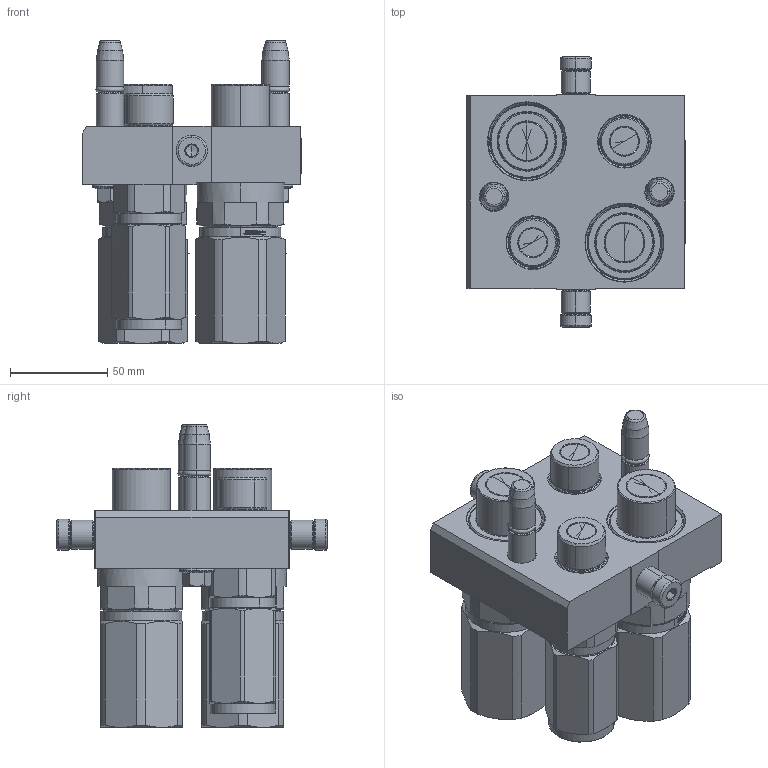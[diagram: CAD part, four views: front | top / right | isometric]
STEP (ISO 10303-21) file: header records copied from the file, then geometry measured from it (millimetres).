
FILE_DESCRIPTION (( 'STEP AP214' ), '1' );
FILE_NAME ('FASTER.step', '2023-08-01T10:20:09', ( '' ), ( '' ), 'SwSTEP 2.0', 'SolidWorks 2017', '' );
FILE_SCHEMA (( 'AUTOMOTIVE_DESIGN' ));
Length unit declared in the file: millimetre
Products named in the file (13): 3ffnp12_gas_m; 1540_080_0008_000; 4830_028_1000_011; FASTER; or2_62x9_19_m; 4830_010_0000_032; P510_M_BASE; 4830_013_3000_030; 4830_021_0000_000; 3ffnp3471_34gm; 3ffnp3471_34gm_Completa; et002
Assembly tree (19 placements, depth 3):
  FASTER
    P510_M_BASE
      4830_010_0000_032
      4830_013_3000_030  x2
      4830_028_1000_011  x2
      4830_021_0000_000  x2
      1540_080_0008_000  x2
      or2_62x9_19_m  x2
    3ffnp3471_34gm  x2
      3ffnp3471_34gm_Completa
    3ffnp12_gas_m  x2
      3ffnp12_gas_m
    et002
Bounding box: 112.3 x 138.6 x 155.35 mm (x, y, z)
Volume: 2873.9 mm3; surface area: 150269.2 mm2
Topology: 5 solids, 54 shells, 2165 faces, 6582 edges, 4372 vertices
Faces by surface type: plane 1240, cylinder 351, cone 338, bspline 124, torus 112
Entity records: 62842 total; most frequent: CARTESIAN_POINT 17339, ORIENTED_EDGE 8275, DIRECTION 7554, EDGE_CURVE 4490, LINE 2990, VECTOR 2990, VERTEX_POINT 2986, AXIS2_PLACEMENT_3D 2282
